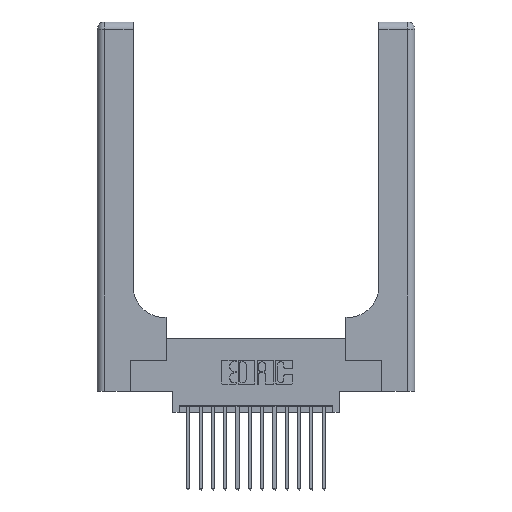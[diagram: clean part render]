
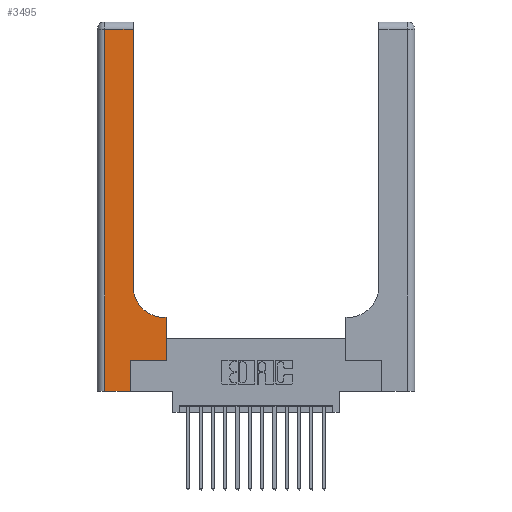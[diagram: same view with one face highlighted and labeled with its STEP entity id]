
A CAD part, top view. The second image highlights one B-rep face of the part: STEP entity #3495.
In plain terms, the highlighted planar face has unit normal (0, 0, 1).
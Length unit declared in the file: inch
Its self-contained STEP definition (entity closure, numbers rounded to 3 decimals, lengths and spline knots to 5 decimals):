
#54 = CARTESIAN_POINT ( 'NONE',  ( 0.5415, 0.85, 0.37 ) ) ;
#382 = LINE ( 'NONE', #4865, #15425 ) ;
#556 = CARTESIAN_POINT ( 'NONE',  ( 0.06, 0., 0.37 ) ) ;
#1098 = CARTESIAN_POINT ( 'NONE',  ( 0.269, 0.25, 0.37 ) ) ;
#1396 = LINE ( 'NONE', #1098, #6309 ) ;
#1492 = DIRECTION ( 'NONE',  ( 1., 0., 0. ) ) ;
#1583 = EDGE_CURVE ( 'NONE', #3286, #5710, #17585, .T. ) ;
#1614 = DIRECTION ( 'NONE',  ( 1., 0., 0. ) ) ;
#2146 = ORIENTED_EDGE ( 'NONE', *, *, #9824, .T. ) ;
#2610 = VERTEX_POINT ( 'NONE', #7294 ) ;
#2642 = EDGE_CURVE ( 'NONE', #4271, #12773, #6604, .T. ) ;
#2835 = LINE ( 'NONE', #3015, #17249 ) ;
#3015 = CARTESIAN_POINT ( 'NONE',  ( 0.5585, 0.25, 0.37 ) ) ;
#3118 = VECTOR ( 'NONE', #14389, 39.37008 ) ;
#3210 = VECTOR ( 'NONE', #11172, 39.37008 ) ;
#3286 = VERTEX_POINT ( 'NONE', #8055 ) ;
#3495 = ADVANCED_FACE ( 'NONE', ( #15041 ), #10704, .F. ) ;
#3927 = EDGE_CURVE ( 'NONE', #17067, #18575, #1396, .T. ) ;
#4047 = CARTESIAN_POINT ( 'NONE',  ( 0.06, 2.94, 0.37 ) ) ;
#4168 = DIRECTION ( 'NONE',  ( 1., 0., 0. ) ) ;
#4271 = VERTEX_POINT ( 'NONE', #556 ) ;
#4548 = VERTEX_POINT ( 'NONE', #8601 ) ;
#4865 = CARTESIAN_POINT ( 'NONE',  ( 0.2915, 0.6, 0.37 ) ) ;
#4921 = ORIENTED_EDGE ( 'NONE', *, *, #17461, .T. ) ;
#5369 = EDGE_CURVE ( 'NONE', #2610, #14620, #382, .T. ) ;
#5710 = VERTEX_POINT ( 'NONE', #4047 ) ;
#5794 = CARTESIAN_POINT ( 'NONE',  ( 0.06, 3., 0.37 ) ) ;
#5892 = CARTESIAN_POINT ( 'NONE',  ( 0.269, 0., 0.37 ) ) ;
#6309 = VECTOR ( 'NONE', #4168, 39.37008 ) ;
#6343 = DIRECTION ( 'NONE',  ( -1., 0., 0. ) ) ;
#6604 = LINE ( 'NONE', #7712, #13779 ) ;
#6756 = ORIENTED_EDGE ( 'NONE', *, *, #17371, .T. ) ;
#6810 = EDGE_CURVE ( 'NONE', #4548, #3286, #16535, .T. ) ;
#6990 = DIRECTION ( 'NONE',  ( -1., 0., 0. ) ) ;
#7294 = CARTESIAN_POINT ( 'NONE',  ( 0.5585, 0.6, 0.37 ) ) ;
#7482 = DIRECTION ( 'NONE',  ( 0., 0., -1. ) ) ;
#7670 = ORIENTED_EDGE ( 'NONE', *, *, #10405, .T. ) ;
#7712 = CARTESIAN_POINT ( 'NONE',  ( 0., 0., 0.37 ) ) ;
#8055 = CARTESIAN_POINT ( 'NONE',  ( 0.2915, 2.94, 0.37 ) ) ;
#8072 = CARTESIAN_POINT ( 'NONE',  ( 0.269, 0.25, 0.37 ) ) ;
#8370 = LINE ( 'NONE', #5892, #15946 ) ;
#8601 = CARTESIAN_POINT ( 'NONE',  ( 0.2915, 0.85, 0.37 ) ) ;
#9013 = ORIENTED_EDGE ( 'NONE', *, *, #5369, .T. ) ;
#9198 = AXIS2_PLACEMENT_3D ( 'NONE', #15883, #7482, #6990 ) ;
#9824 = EDGE_CURVE ( 'NONE', #14620, #4548, #15965, .T. ) ;
#10376 = DIRECTION ( 'NONE',  ( 0., 0., -1. ) ) ;
#10405 = EDGE_CURVE ( 'NONE', #18575, #2610, #2835, .T. ) ;
#10539 = CARTESIAN_POINT ( 'NONE',  ( 0.2915, 3., 0.37 ) ) ;
#10594 = EDGE_LOOP ( 'NONE', ( #15017, #18794, #4921, #13033, #6756, #14384, #7670, #9013, #2146 ) ) ;
#10704 = PLANE ( 'NONE',  #9198 ) ;
#11172 = DIRECTION ( 'NONE',  ( -1., 0., 0. ) ) ;
#11197 = CARTESIAN_POINT ( 'NONE',  ( 0., 2.94, 0.37 ) ) ;
#12745 = VECTOR ( 'NONE', #14830, 39.37008 ) ;
#12773 = VERTEX_POINT ( 'NONE', #12824 ) ;
#12824 = CARTESIAN_POINT ( 'NONE',  ( 0.269, 0., 0.37 ) ) ;
#13033 = ORIENTED_EDGE ( 'NONE', *, *, #2642, .T. ) ;
#13193 = CARTESIAN_POINT ( 'NONE',  ( 0.5415, 0.6, 0.37 ) ) ;
#13779 = VECTOR ( 'NONE', #1492, 39.37008 ) ;
#14384 = ORIENTED_EDGE ( 'NONE', *, *, #3927, .T. ) ;
#14389 = DIRECTION ( 'NONE',  ( 0., -1., 0. ) ) ;
#14477 = DIRECTION ( 'NONE',  ( 0., 1., 0. ) ) ;
#14544 = DIRECTION ( 'NONE',  ( 0., 1., 0. ) ) ;
#14620 = VERTEX_POINT ( 'NONE', #13193 ) ;
#14830 = DIRECTION ( 'NONE',  ( 0., 1., 0. ) ) ;
#15017 = ORIENTED_EDGE ( 'NONE', *, *, #6810, .T. ) ;
#15041 = FACE_OUTER_BOUND ( 'NONE', #10594, .T. ) ;
#15045 = LINE ( 'NONE', #5794, #3118 ) ;
#15425 = VECTOR ( 'NONE', #6343, 39.37008 ) ;
#15449 = CARTESIAN_POINT ( 'NONE',  ( 0.5585, 0.25, 0.37 ) ) ;
#15883 = CARTESIAN_POINT ( 'NONE',  ( 0., 3., 0.37 ) ) ;
#15946 = VECTOR ( 'NONE', #14477, 39.37008 ) ;
#15965 = CIRCLE ( 'NONE', #18088, 0.25 ) ;
#16535 = LINE ( 'NONE', #10539, #12745 ) ;
#17067 = VERTEX_POINT ( 'NONE', #8072 ) ;
#17249 = VECTOR ( 'NONE', #14544, 39.37008 ) ;
#17371 = EDGE_CURVE ( 'NONE', #12773, #17067, #8370, .T. ) ;
#17461 = EDGE_CURVE ( 'NONE', #5710, #4271, #15045, .T. ) ;
#17585 = LINE ( 'NONE', #11197, #3210 ) ;
#18088 = AXIS2_PLACEMENT_3D ( 'NONE', #54, #10376, #1614 ) ;
#18575 = VERTEX_POINT ( 'NONE', #15449 ) ;
#18794 = ORIENTED_EDGE ( 'NONE', *, *, #1583, .T. ) ;
